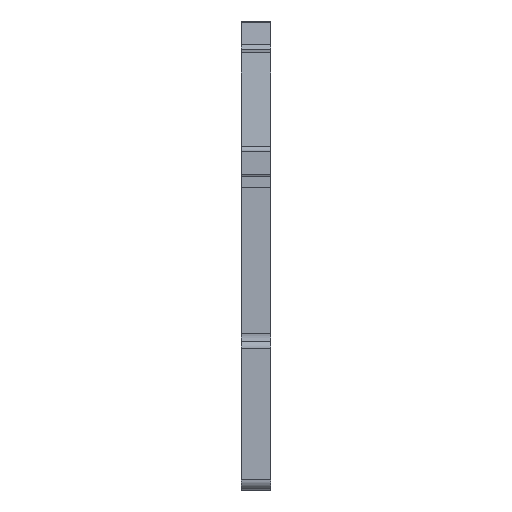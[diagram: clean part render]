
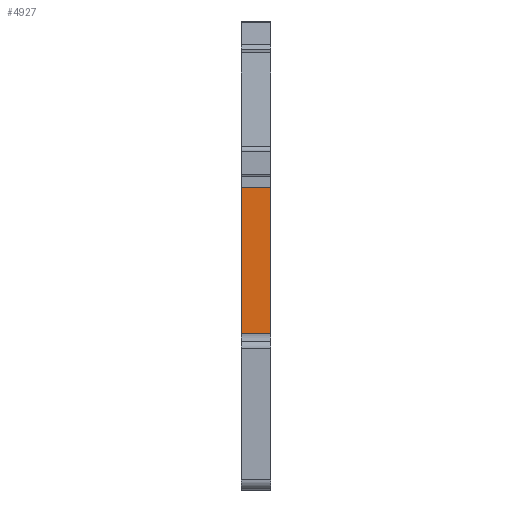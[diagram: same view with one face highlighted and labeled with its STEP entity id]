
A CAD part, left-side view. The second image highlights one B-rep face of the part: STEP entity #4927.
In plain terms, the highlighted face is planar.
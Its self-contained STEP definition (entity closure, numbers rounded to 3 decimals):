
#294 = VECTOR ( 'NONE', #736, 1000. ) ;
#484 = VECTOR ( 'NONE', #4818, 1000. ) ;
#618 = VERTEX_POINT ( 'NONE', #6246 ) ;
#690 = LINE ( 'NONE', #1256, #294 ) ;
#736 = DIRECTION ( 'NONE',  ( 0., 1., 0. ) ) ;
#1256 = CARTESIAN_POINT ( 'NONE',  ( -3., -14.725, -44.25 ) ) ;
#1568 = EDGE_CURVE ( 'NONE', #3744, #618, #690, .T. ) ;
#1703 = VERTEX_POINT ( 'NONE', #8029 ) ;
#1813 = VERTEX_POINT ( 'NONE', #7761 ) ;
#2820 = LINE ( 'NONE', #3475, #4967 ) ;
#3048 = AXIS2_PLACEMENT_3D ( 'NONE', #5746, #3152, #8379 ) ;
#3077 = LINE ( 'NONE', #8427, #4624 ) ;
#3113 = FACE_OUTER_BOUND ( 'NONE', #5036, .T. ) ;
#3152 = DIRECTION ( 'NONE',  ( 0., 0., 1. ) ) ;
#3475 = CARTESIAN_POINT ( 'NONE',  ( 3., -14.725, -44.25 ) ) ;
#3744 = VERTEX_POINT ( 'NONE', #4575 ) ;
#4097 = LINE ( 'NONE', #7334, #484 ) ;
#4432 = EDGE_CURVE ( 'NONE', #1813, #1703, #2820, .T. ) ;
#4575 = CARTESIAN_POINT ( 'NONE',  ( -3., -14.725, -44.25 ) ) ;
#4624 = VECTOR ( 'NONE', #8340, 1000. ) ;
#4818 = DIRECTION ( 'NONE',  ( -1., 0., 0. ) ) ;
#4927 = ADVANCED_FACE ( 'NONE', ( #3113 ), #6953, .F. ) ;
#4967 = VECTOR ( 'NONE', #8263, 1000. ) ;
#5036 = EDGE_LOOP ( 'NONE', ( #6650, #5939, #5545, #5927 ) ) ;
#5545 = ORIENTED_EDGE ( 'NONE', *, *, #4432, .F. ) ;
#5746 = CARTESIAN_POINT ( 'NONE',  ( 3., -14.725, -44.25 ) ) ;
#5927 = ORIENTED_EDGE ( 'NONE', *, *, #7125, .T. ) ;
#5939 = ORIENTED_EDGE ( 'NONE', *, *, #8297, .F. ) ;
#6246 = CARTESIAN_POINT ( 'NONE',  ( -3., 14.725, -44.25 ) ) ;
#6650 = ORIENTED_EDGE ( 'NONE', *, *, #1568, .T. ) ;
#6953 = PLANE ( 'NONE',  #3048 ) ;
#7125 = EDGE_CURVE ( 'NONE', #1813, #3744, #3077, .T. ) ;
#7334 = CARTESIAN_POINT ( 'NONE',  ( 3., 14.725, -44.25 ) ) ;
#7761 = CARTESIAN_POINT ( 'NONE',  ( 3., -14.725, -44.25 ) ) ;
#8029 = CARTESIAN_POINT ( 'NONE',  ( 3., 14.725, -44.25 ) ) ;
#8263 = DIRECTION ( 'NONE',  ( 0., 1., 0. ) ) ;
#8297 = EDGE_CURVE ( 'NONE', #1703, #618, #4097, .T. ) ;
#8340 = DIRECTION ( 'NONE',  ( -1., 0., 0. ) ) ;
#8379 = DIRECTION ( 'NONE',  ( 0., 1., 0. ) ) ;
#8427 = CARTESIAN_POINT ( 'NONE',  ( 3., -14.725, -44.25 ) ) ;
